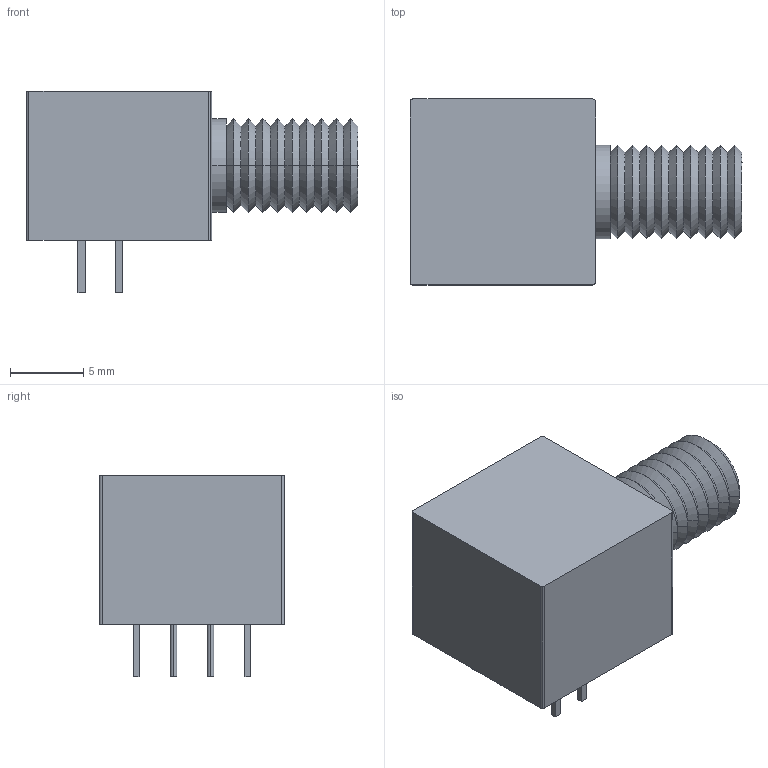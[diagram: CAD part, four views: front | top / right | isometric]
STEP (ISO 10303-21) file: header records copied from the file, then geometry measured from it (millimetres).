
FILE_DESCRIPTION((''),'2;1');
FILE_NAME('HFBR-x40xZ.stp','2009-01-06T10:05:38',(''),(''),'Mechanical Desktop 2006','Mechanical Desktop 2006',', , ');
FILE_SCHEMA(('AUTOMOTIVE_DESIGN { 1 2 10303 214 0 1 1 1 }'));
Length unit declared in the file: millimetre
Products named in the file (1): Product
Bounding box: 22.7 x 12.7 x 13.8 mm (x, y, z)
Volume: 1791.5 mm3; surface area: 1706.9 mm2
Topology: 20 solids, 20 shells, 123 faces, 246 edges, 146 vertices
Faces by surface type: cylinder 44, plane 43, cone 36
Entity records: 3224 total; most frequent: DIRECTION 600, CARTESIAN_POINT 516, ORIENTED_EDGE 492, EDGE_CURVE 246, AXIS2_PLACEMENT_3D 230, VERTEX_POINT 146, VECTOR 140, LINE 140
